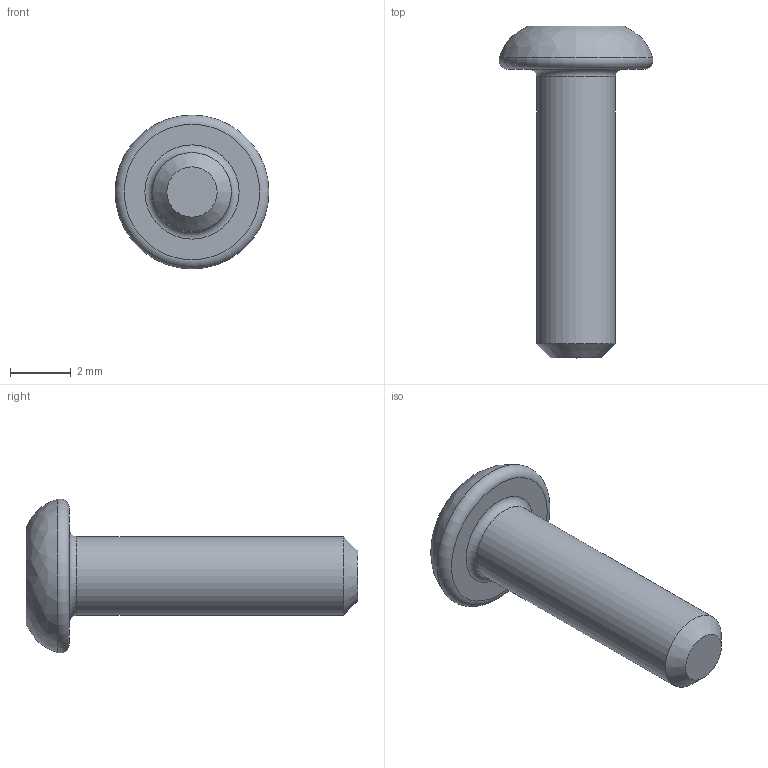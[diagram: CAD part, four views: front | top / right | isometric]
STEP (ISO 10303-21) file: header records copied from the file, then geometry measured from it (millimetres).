
FILE_DESCRIPTION(/* description */ (''),/* implementation_level */ '2;1');
FILE_NAME(/* name */ 'Tetrix_739197_Screw.ipt.stp',/* time_stamp */ '2014-12-18T17:47:40-08:00',/* author */ ('Autodesk Inc.'),/* organization */ ('Autodesk Inc.'),/* preprocessor_version */ 'ST-DEVELOPER v15.6',/* originating_system */ 'Autodesk Inventor 2015',/* authorisation */ '');
FILE_SCHEMA (('AUTOMOTIVE_DESIGN { 1 0 10303 214 3 1 1 }'));
Length unit declared in the file: inch
Products named in the file (1): Tetrix_739197_Screw
Bounding box: 5.08 x 10.95 x 5.08 mm (x, y, z)
Volume: 70.4 mm3; surface area: 133.5 mm2
Topology: 1 solids, 1 shells, 15 faces, 32 edges, 21 vertices
Faces by surface type: plane 10, torus 2, cylinder 1, bspline 1, cone 1
Full cylindrical faces by diameter (mm): 2.603 x1
Entity records: 441 total; most frequent: CARTESIAN_POINT 93, DIRECTION 66, ORIENTED_EDGE 56, EDGE_CURVE 28, AXIS2_PLACEMENT_3D 24, EDGE_LOOP 21, VERTEX_POINT 21, LINE 18
